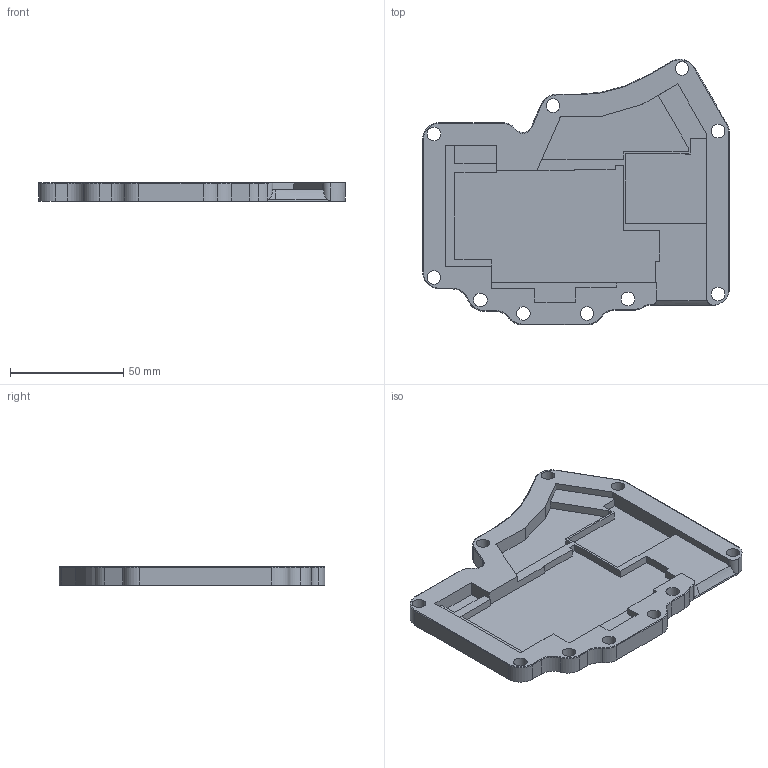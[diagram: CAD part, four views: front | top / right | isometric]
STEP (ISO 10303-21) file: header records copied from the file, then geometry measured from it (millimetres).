
FILE_DESCRIPTION(/* description */ (''),/* implementation_level */ '2;1');
FILE_NAME(/* name */ 'Right FInal.step',/* time_stamp */ '2026-01-27T11:24:03+05:30',/* author */ (''),/* organization */ (''),/* preprocessor_version */ 'ST-DEVELOPER v20.1',/* originating_system */ 'Autodesk Translation Framework v14.24.0.0',/* authorisation */ '');
FILE_SCHEMA (('AUTOMOTIVE_DESIGN { 1 0 10303 214 3 1 1 }'));
Length unit declared in the file: millimetre
Products named in the file (1): 2026-01-22-10-49-38-021
Bounding box: 135.37 x 117.18 x 8.04 mm (x, y, z)
Volume: 51243.8 mm3; surface area: 32940.2 mm2
Topology: 1 solids, 1 shells, 129 faces, 354 edges, 227 vertices
Faces by surface type: plane 70, cylinder 41, torus 16, bspline 2
Full cylindrical faces by diameter (mm): 6 x10
Entity records: 4243 total; most frequent: CARTESIAN_POINT 828, ORIENTED_EDGE 708, DIRECTION 700, EDGE_CURVE 354, LINE 244, VECTOR 244, AXIS2_PLACEMENT_3D 228, VERTEX_POINT 227
